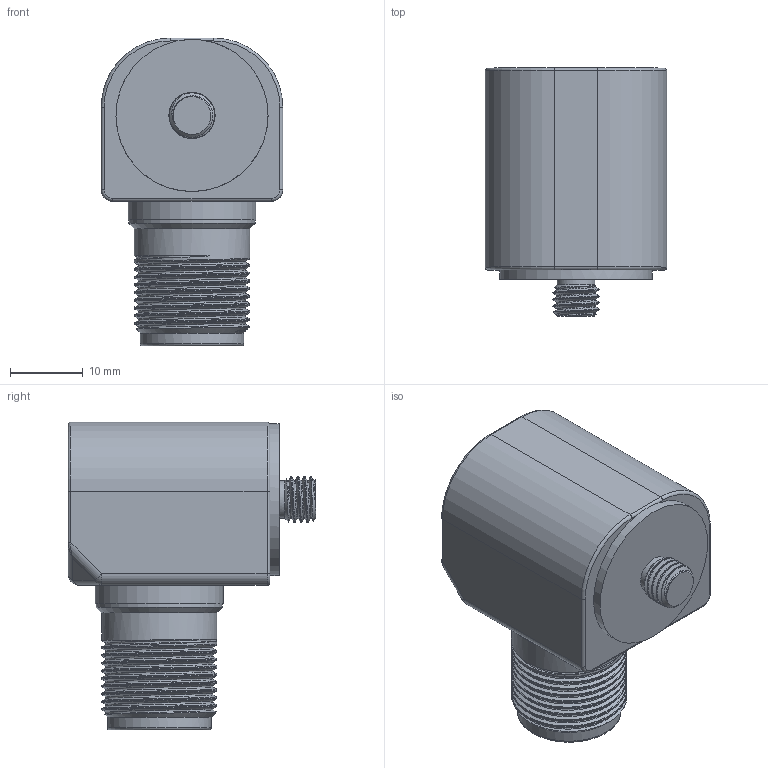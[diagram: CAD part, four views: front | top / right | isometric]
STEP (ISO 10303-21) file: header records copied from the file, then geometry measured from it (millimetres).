
FILE_DESCRIPTION(/* description */ (''),/* implementation_level */ '2;1');
FILE_NAME(/* name */ 'MASTER_MAGNET_SIDE-EXIT_2PIN.stp',/* time_stamp */ '2017-04-25T17:36:50-04:00',/* author */ ('aneininger'),/* organization */ ('CONNECTION TECHNOLOGY CENTER'),/* preprocessor_version */ 'ST-DEVELOPER v16.5',/* originating_system */ 'Autodesk Inventor 2017',/* authorisation */ '');
FILE_SCHEMA (('AUTOMOTIVE_DESIGN { 1 0 10303 214 3 1 1 }'));
Length unit declared in the file: inch
Products named in the file (1): MASTER_MAGNET_SIDE-EXIT_2PIN
Bounding box: 25.02 x 34.16 x 42.42 mm (x, y, z)
Volume: 17447.4 mm3; surface area: 5478.7 mm2
Topology: 3 solids, 3 shells, 137 faces, 313 edges, 194 vertices
Faces by surface type: plane 52, bspline 35, cylinder 33, torus 8, cone 5, sphere 4
Full cylindrical faces by diameter (mm): 1.587 x2, 4.039 x2, 5.207 x1, 11.684 x1, 14.275 x1, 15.9 x1, 17.399 x1, 17.602 x1, 20.955 x1
Entity records: 9688 total; most frequent: CARTESIAN_POINT 6869, ORIENTED_EDGE 574, DIRECTION 502, EDGE_CURVE 285, AXIS2_PLACEMENT_3D 186, VERTEX_POINT 185, EDGE_LOOP 168, FACE_OUTER_BOUND 136
